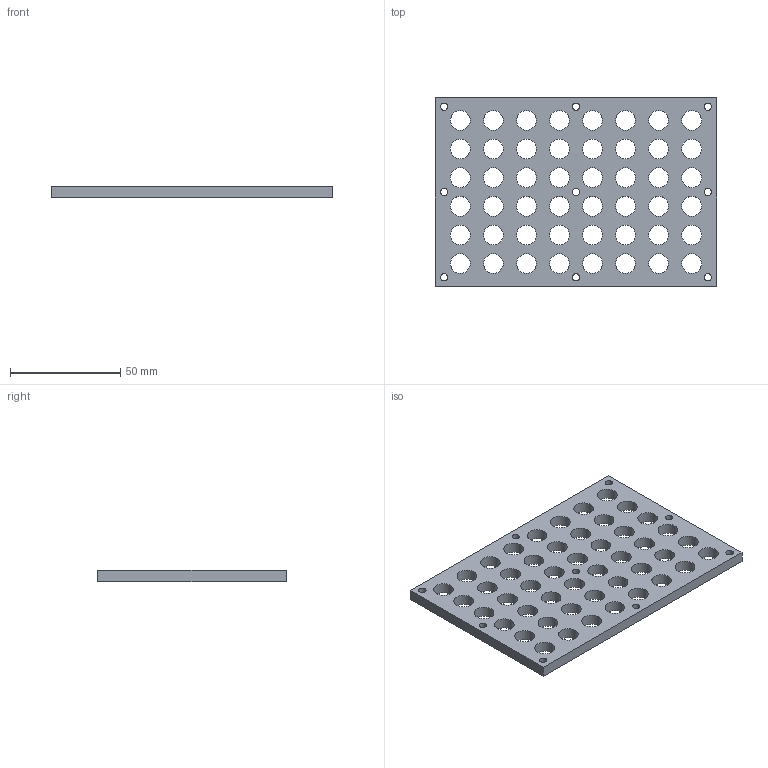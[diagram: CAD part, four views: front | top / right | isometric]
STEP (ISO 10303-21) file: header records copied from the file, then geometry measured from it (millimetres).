
FILE_DESCRIPTION(/* description */ (''),/* implementation_level */ '2;1');
FILE_NAME(/* name */ '48 Well Plate USAXS Cover Plate v2.step',/* time_stamp */ '2022-01-21T13:59:58-08:00',/* author */ (''),/* organization */ (''),/* preprocessor_version */ 'ST-DEVELOPER v18.1',/* originating_system */ 'Autodesk Translation Framework v10.10.0.1391',/* authorisation */ '');
FILE_SCHEMA (('AUTOMOTIVE_DESIGN { 1 0 10303 214 3 1 1 }'));
Length unit declared in the file: millimetre
Products named in the file (1): 48 Well Plate USAXS Cover Plate
Bounding box: 127.63 x 85.47 x 5 mm (x, y, z)
Volume: 38534.7 mm3; surface area: 25091.9 mm2
Topology: 1 solids, 1 shells, 81 faces, 210 edges, 140 vertices
Faces by surface type: cylinder 66, plane 15
Full cylindrical faces by diameter (mm): 3.3 x9, 6 x9, 9 x48
Entity records: 2817 total; most frequent: DIRECTION 506, CARTESIAN_POINT 432, ORIENTED_EDGE 420, AXIS2_PLACEMENT_3D 214, EDGE_CURVE 210, EDGE_LOOP 204, VERTEX_POINT 140, CIRCLE 132
